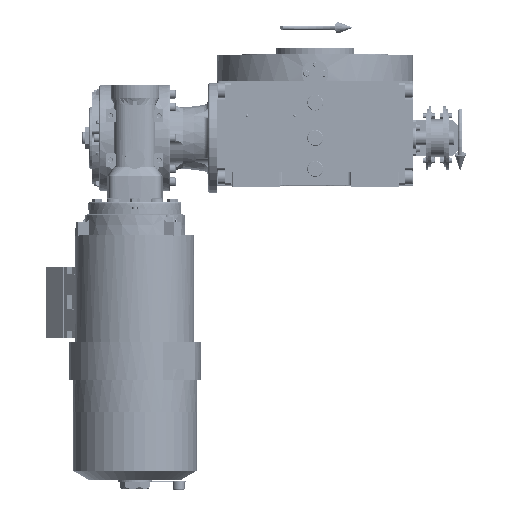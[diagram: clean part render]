
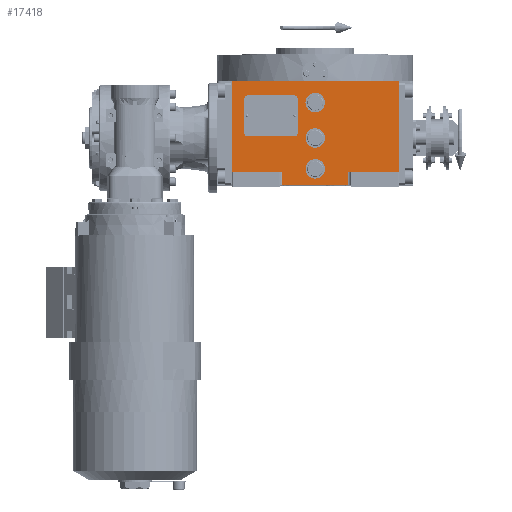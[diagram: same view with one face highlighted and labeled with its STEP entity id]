
A CAD part, top view. The second image highlights one B-rep face of the part: STEP entity #17418.
In plain terms, the highlighted planar face has unit normal (0, 0, 1).
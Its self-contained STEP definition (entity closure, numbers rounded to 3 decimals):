
#359 = LINE ( 'NONE', #41840, #172367 ) ;
#848 = ORIENTED_EDGE ( 'NONE', *, *, #13810, .F. ) ;
#8035 = DIRECTION ( 'NONE',  ( 1., 0., 0. ) ) ;
#8051 = CARTESIAN_POINT ( 'NONE',  ( 0., 0., 163.5 ) ) ;
#10011 = ORIENTED_EDGE ( 'NONE', *, *, #170229, .F. ) ;
#10143 = CIRCLE ( 'NONE', #24558, 11. ) ;
#11607 = DIRECTION ( 'NONE',  ( 0., 0., 1. ) ) ;
#12025 = DIRECTION ( 'NONE',  ( 1., 0., 0. ) ) ;
#13810 = EDGE_CURVE ( 'NONE', #116334, #75543, #10143, .T. ) ;
#13886 = EDGE_LOOP ( 'NONE', ( #98046, #149506, #153266, #111427, #10011, #98518, #70798, #113947 ) ) ;
#15139 = CARTESIAN_POINT ( 'NONE',  ( -11., 0., 163.5 ) ) ;
#15715 = CARTESIAN_POINT ( 'NONE',  ( 37., -38.5, 163.5 ) ) ;
#16622 = DIRECTION ( 'NONE',  ( 0., -1., 0. ) ) ;
#16686 = DIRECTION ( 'NONE',  ( 0., 0., 1. ) ) ;
#16787 = EDGE_CURVE ( 'NONE', #106185, #136976, #94765, .T. ) ;
#17026 = EDGE_CURVE ( 'NONE', #54624, #66992, #33708, .T. ) ;
#17418 = ADVANCED_FACE ( 'NONE', ( #169308, #45746, #71020, #100789 ), #43083, .T. ) ;
#19635 = VERTEX_POINT ( 'NONE', #145594 ) ;
#20230 = VERTEX_POINT ( 'NONE', #56631 ) ;
#21255 = DIRECTION ( 'NONE',  ( 0., 0., 1. ) ) ;
#21412 = CARTESIAN_POINT ( 'NONE',  ( 37., -53.5, 163.5 ) ) ;
#22361 = AXIS2_PLACEMENT_3D ( 'NONE', #121763, #54993, #176757 ) ;
#22384 = CARTESIAN_POINT ( 'NONE',  ( 94.5, -38.5, 163.5 ) ) ;
#24331 = EDGE_LOOP ( 'NONE', ( #127975, #848 ) ) ;
#24463 = CARTESIAN_POINT ( 'NONE',  ( 37., -38.5, 163.5 ) ) ;
#24558 = AXIS2_PLACEMENT_3D ( 'NONE', #87025, #16686, #29312 ) ;
#29312 = DIRECTION ( 'NONE',  ( -1., 0., 0. ) ) ;
#32092 = EDGE_LOOP ( 'NONE', ( #89658, #149826 ) ) ;
#32207 = CARTESIAN_POINT ( 'NONE',  ( -94.5, -53.5, 163.5 ) ) ;
#33708 = CIRCLE ( 'NONE', #68211, 11. ) ;
#35702 = AXIS2_PLACEMENT_3D ( 'NONE', #106901, #21255, #89848 ) ;
#37558 = AXIS2_PLACEMENT_3D ( 'NONE', #8051, #157810, #161346 ) ;
#41840 = CARTESIAN_POINT ( 'NONE',  ( -37., -53.5, 163.5 ) ) ;
#43083 = PLANE ( 'NONE',  #177885 ) ;
#43911 = EDGE_CURVE ( 'NONE', #172469, #157917, #64056, .T. ) ;
#45746 = FACE_BOUND ( 'NONE', #32092, .T. ) ;
#46258 = LINE ( 'NONE', #101306, #75982 ) ;
#49602 = VERTEX_POINT ( 'NONE', #21412 ) ;
#50578 = VECTOR ( 'NONE', #106982, 1000. ) ;
#51976 = CARTESIAN_POINT ( 'NONE',  ( 37., -38.5, 163.5 ) ) ;
#54171 = DIRECTION ( 'NONE',  ( 0., 1., 0. ) ) ;
#54624 = VERTEX_POINT ( 'NONE', #91964 ) ;
#54993 = DIRECTION ( 'NONE',  ( 0., 0., 1. ) ) ;
#55221 = EDGE_CURVE ( 'NONE', #172469, #129143, #46258, .T. ) ;
#56631 = CARTESIAN_POINT ( 'NONE',  ( -37., -53.5, 163.5 ) ) ;
#59142 = CIRCLE ( 'NONE', #35702, 11. ) ;
#63956 = DIRECTION ( 'NONE',  ( 0., 0., 1. ) ) ;
#64056 = LINE ( 'NONE', #91130, #174982 ) ;
#66639 = DIRECTION ( 'NONE',  ( -1., 0., 0. ) ) ;
#66676 = CARTESIAN_POINT ( 'NONE',  ( 94.5, 64.5, 163.5 ) ) ;
#66953 = CARTESIAN_POINT ( 'NONE',  ( -94.5, -38.5, 163.5 ) ) ;
#66992 = VERTEX_POINT ( 'NONE', #110434 ) ;
#68211 = AXIS2_PLACEMENT_3D ( 'NONE', #117174, #63956, #8035 ) ;
#70798 = ORIENTED_EDGE ( 'NONE', *, *, #43911, .T. ) ;
#71020 = FACE_BOUND ( 'NONE', #120868, .T. ) ;
#71854 = ORIENTED_EDGE ( 'NONE', *, *, #82517, .F. ) ;
#73696 = VECTOR ( 'NONE', #12025, 1000. ) ;
#74252 = CARTESIAN_POINT ( 'NONE',  ( -94.5, 64.5, 163.5 ) ) ;
#75543 = VERTEX_POINT ( 'NONE', #119030 ) ;
#75982 = VECTOR ( 'NONE', #103076, 1000. ) ;
#78653 = EDGE_CURVE ( 'NONE', #66992, #54624, #142650, .T. ) ;
#79717 = CARTESIAN_POINT ( 'NONE',  ( -94.5, 64.5, 163.5 ) ) ;
#82517 = EDGE_CURVE ( 'NONE', #99194, #19635, #100158, .T. ) ;
#83329 = DIRECTION ( 'NONE',  ( 1., 0., 0. ) ) ;
#83637 = ORIENTED_EDGE ( 'NONE', *, *, #123990, .F. ) ;
#85168 = EDGE_CURVE ( 'NONE', #75543, #116334, #89317, .T. ) ;
#87025 = CARTESIAN_POINT ( 'NONE',  ( 0., 0., 163.5 ) ) ;
#89172 = CARTESIAN_POINT ( 'NONE',  ( -11., 40., 163.5 ) ) ;
#89317 = CIRCLE ( 'NONE', #37558, 11. ) ;
#89658 = ORIENTED_EDGE ( 'NONE', *, *, #17026, .F. ) ;
#89848 = DIRECTION ( 'NONE',  ( 1., 0., 0. ) ) ;
#91130 = CARTESIAN_POINT ( 'NONE',  ( -94.5, -38.5, 163.5 ) ) ;
#91964 = CARTESIAN_POINT ( 'NONE',  ( 11., -35., 163.5 ) ) ;
#92015 = DIRECTION ( 'NONE',  ( 1., 0., 0. ) ) ;
#94765 = LINE ( 'NONE', #122700, #143172 ) ;
#94970 = CARTESIAN_POINT ( 'NONE',  ( -37., -53.5, 163.5 ) ) ;
#98046 = ORIENTED_EDGE ( 'NONE', *, *, #136800, .T. ) ;
#98518 = ORIENTED_EDGE ( 'NONE', *, *, #55221, .F. ) ;
#99008 = DIRECTION ( 'NONE',  ( 1., 0., 0. ) ) ;
#99194 = VERTEX_POINT ( 'NONE', #89172 ) ;
#100158 = CIRCLE ( 'NONE', #22361, 11. ) ;
#100789 = FACE_OUTER_BOUND ( 'NONE', #13886, .T. ) ;
#101306 = CARTESIAN_POINT ( 'NONE',  ( -94.5, -38.5, 163.5 ) ) ;
#103076 = DIRECTION ( 'NONE',  ( 0., 1., 0. ) ) ;
#104350 = LINE ( 'NONE', #51976, #50578 ) ;
#106185 = VERTEX_POINT ( 'NONE', #22384 ) ;
#106901 = CARTESIAN_POINT ( 'NONE',  ( 0., 40., 163.5 ) ) ;
#106982 = DIRECTION ( 'NONE',  ( 1., 0., 0. ) ) ;
#108482 = DIRECTION ( 'NONE',  ( 0., 1., 0. ) ) ;
#110434 = CARTESIAN_POINT ( 'NONE',  ( -11., -35., 163.5 ) ) ;
#111427 = ORIENTED_EDGE ( 'NONE', *, *, #16787, .T. ) ;
#112246 = LINE ( 'NONE', #15715, #157858 ) ;
#113947 = ORIENTED_EDGE ( 'NONE', *, *, #125102, .F. ) ;
#116334 = VERTEX_POINT ( 'NONE', #15139 ) ;
#117174 = CARTESIAN_POINT ( 'NONE',  ( 0., -35., 163.5 ) ) ;
#119030 = CARTESIAN_POINT ( 'NONE',  ( 11., 0., 163.5 ) ) ;
#120868 = EDGE_LOOP ( 'NONE', ( #83637, #71854 ) ) ;
#121763 = CARTESIAN_POINT ( 'NONE',  ( 0., 40., 163.5 ) ) ;
#122700 = CARTESIAN_POINT ( 'NONE',  ( 94.5, -38.5, 163.5 ) ) ;
#123990 = EDGE_CURVE ( 'NONE', #19635, #99194, #59142, .T. ) ;
#125102 = EDGE_CURVE ( 'NONE', #20230, #157917, #162606, .T. ) ;
#126941 = DIRECTION ( 'NONE',  ( 0., 0., 1. ) ) ;
#127975 = ORIENTED_EDGE ( 'NONE', *, *, #85168, .F. ) ;
#129143 = VERTEX_POINT ( 'NONE', #74252 ) ;
#134313 = CARTESIAN_POINT ( 'NONE',  ( 0., -35., 163.5 ) ) ;
#134440 = EDGE_CURVE ( 'NONE', #163618, #49602, #112246, .T. ) ;
#136800 = EDGE_CURVE ( 'NONE', #20230, #49602, #359, .T. ) ;
#136976 = VERTEX_POINT ( 'NONE', #66676 ) ;
#142650 = CIRCLE ( 'NONE', #162817, 11. ) ;
#143172 = VECTOR ( 'NONE', #54171, 1000. ) ;
#145594 = CARTESIAN_POINT ( 'NONE',  ( 11., 40., 163.5 ) ) ;
#149506 = ORIENTED_EDGE ( 'NONE', *, *, #134440, .F. ) ;
#149826 = ORIENTED_EDGE ( 'NONE', *, *, #78653, .F. ) ;
#153266 = ORIENTED_EDGE ( 'NONE', *, *, #177184, .T. ) ;
#157810 = DIRECTION ( 'NONE',  ( 0., 0., 1. ) ) ;
#157858 = VECTOR ( 'NONE', #16622, 1000. ) ;
#157917 = VERTEX_POINT ( 'NONE', #168482 ) ;
#161346 = DIRECTION ( 'NONE',  ( 1., 0., 0. ) ) ;
#162606 = LINE ( 'NONE', #94970, #175874 ) ;
#162817 = AXIS2_PLACEMENT_3D ( 'NONE', #134313, #11607, #66639 ) ;
#163618 = VERTEX_POINT ( 'NONE', #24463 ) ;
#165303 = LINE ( 'NONE', #79717, #73696 ) ;
#168482 = CARTESIAN_POINT ( 'NONE',  ( -37., -38.5, 163.5 ) ) ;
#169308 = FACE_BOUND ( 'NONE', #24331, .T. ) ;
#170229 = EDGE_CURVE ( 'NONE', #129143, #136976, #165303, .T. ) ;
#172367 = VECTOR ( 'NONE', #83329, 1000. ) ;
#172469 = VERTEX_POINT ( 'NONE', #66953 ) ;
#174982 = VECTOR ( 'NONE', #92015, 1000. ) ;
#175874 = VECTOR ( 'NONE', #108482, 1000. ) ;
#176757 = DIRECTION ( 'NONE',  ( -1., 0., 0. ) ) ;
#177184 = EDGE_CURVE ( 'NONE', #163618, #106185, #104350, .T. ) ;
#177885 = AXIS2_PLACEMENT_3D ( 'NONE', #32207, #126941, #99008 ) ;
